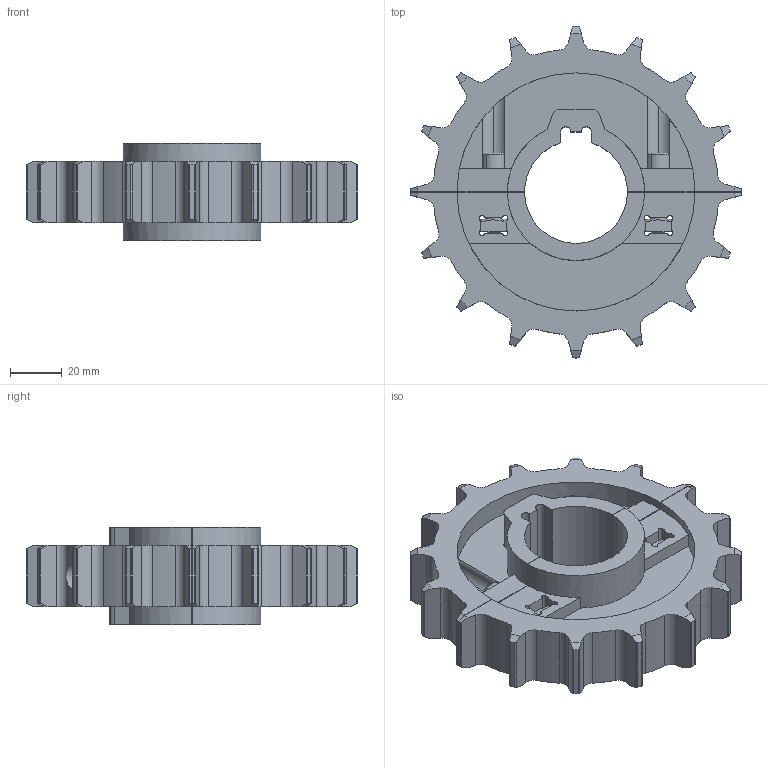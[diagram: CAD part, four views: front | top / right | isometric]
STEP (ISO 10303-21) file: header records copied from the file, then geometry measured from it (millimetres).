
FILE_DESCRIPTION (( 'STEP AP214' ), '1' );
FILE_NAME ('Rexnord-NSH1005 SPLIT SPROCKETS AND IDLERS MOULDED-NSH 1005 16-40 (Drive,Idler).STEP', '2020-11-28T05:25:38', ( '' ), ( '' ), 'SwSTEP 2.0', 'SolidWorks 2020', '' );
FILE_SCHEMA (( 'AUTOMOTIVE_DESIGN' ));
Length unit declared in the file: millimetre
Products named in the file (5): Rexnord-NSH1005 SPLIT SPROCKETS AND IDLERS MOULDED-NSH 1005 16-40 (Drive,Idler)_Allen_bolt_M6; Rexnord-NSH1005 SPLIT SPROCKETS AND IDLERS MOULDED-NSH 1005 16-40 (Drive,Idler)_Lower_Part_NSH 1005 16-40 (Drive,Idler); Rexnord-NSH1005 SPLIT SPROCKETS AND IDLERS MOULDED-NSH 1005 16-40 (Drive,Idler)_Square_Nut; Rexnord-NSH1005 SPLIT SPROCKETS AND IDLERS MOULDED-NSH 1005 16-40 (Drive,Idler); Rexnord-NSH1005 SPLIT SPROCKETS AND IDLERS MOULDED-NSH 1005 16-40 (Drive,Idler)_Upper_Part_NSH 1005 16-40 (Drive,Idler)
Assembly tree (6 placements, depth 2):
  Rexnord-NSH1005 SPLIT SPROCKETS AND IDLERS MOULDED-NSH 1005 16-40 (Drive,Idler)
    Rexnord-NSH1005 SPLIT SPROCKETS AND IDLERS MOULDED-NSH 1005 16-40 (Drive,Idler)_Upper_Part_NSH 1005 16-40 (Drive,Idler)
    Rexnord-NSH1005 SPLIT SPROCKETS AND IDLERS MOULDED-NSH 1005 16-40 (Drive,Idler)_Lower_Part_NSH 1005 16-40 (Drive,Idler)
    Rexnord-NSH1005 SPLIT SPROCKETS AND IDLERS MOULDED-NSH 1005 16-40 (Drive,Idler)_Allen_bolt_M6  x2
    Rexnord-NSH1005 SPLIT SPROCKETS AND IDLERS MOULDED-NSH 1005 16-40 (Drive,Idler)_Square_Nut  x2
Bounding box: 128.9 x 128.9 x 38 mm (x, y, z)
Volume: 166128.5 mm3; surface area: 56341.5 mm2
Topology: 6 solids, 6 shells, 392 faces, 1106 edges, 730 vertices
Faces by surface type: cylinder 177, plane 155, cone 56, bspline 4
Entity records: 12519 total; most frequent: CARTESIAN_POINT 3015, ORIENTED_EDGE 2040, DIRECTION 1887, EDGE_CURVE 1020, AXIS2_PLACEMENT_3D 679, VERTEX_POINT 675, LINE 529, VECTOR 529
